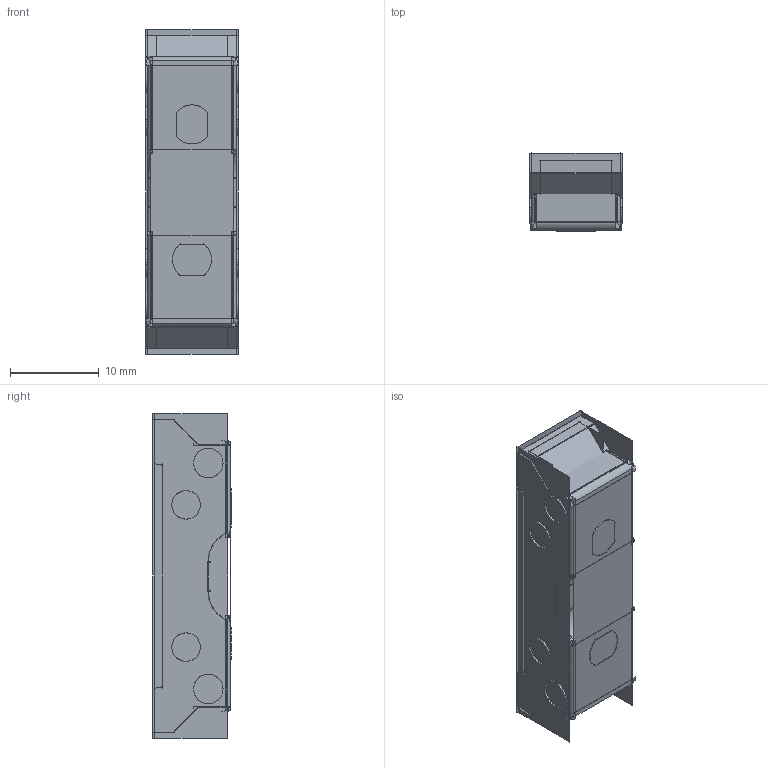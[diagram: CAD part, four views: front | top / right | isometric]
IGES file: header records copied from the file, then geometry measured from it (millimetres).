
Start section:  PTC IGES file: 192604.igs
Global section: file name: 192604.igs; native system: Creo Parametric by PTC Inc.; preprocessor: 2018300; author: pdmadmin; organization: Unknown; date: 20191022.074841; units: millimetre
Bounding box: 10.4 x 8.85 x 36.5 mm (x, y, z)
Volume: 1487.2 mm3; surface area: 10191.7 mm2
Topology: 1 solids, 1 shells, 184 faces, 1008 edges, 1280 vertices
Faces by surface type: revolution 110, bspline 74
